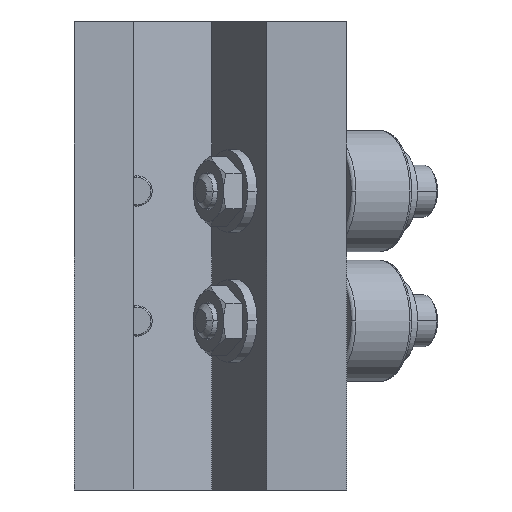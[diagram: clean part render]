
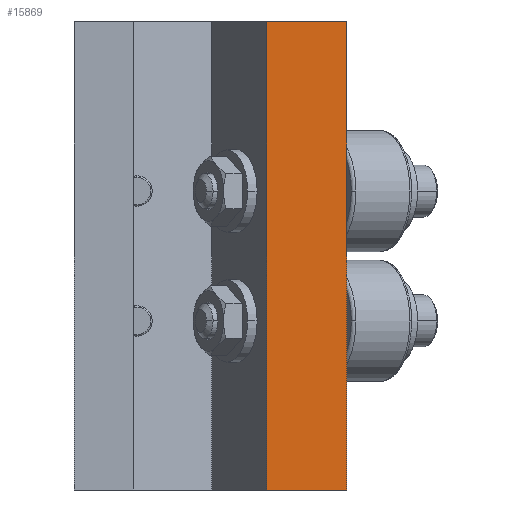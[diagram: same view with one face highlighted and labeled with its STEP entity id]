
A CAD part, left-side view. The second image highlights one B-rep face of the part: STEP entity #15869.
In plain terms, the highlighted planar face has unit normal (-1, 0, 0).
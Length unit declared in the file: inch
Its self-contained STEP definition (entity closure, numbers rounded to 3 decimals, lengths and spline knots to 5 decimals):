
#1521 = CARTESIAN_POINT ( 'NONE',  ( -1.75, -0.499, 1.6875 ) ) ;
#2021 = VERTEX_POINT ( 'NONE', #20695 ) ;
#2283 = CARTESIAN_POINT ( 'NONE',  ( -1.75, -0.499, -1.6875 ) ) ;
#3225 = VERTEX_POINT ( 'NONE', #1521 ) ;
#4084 = FACE_OUTER_BOUND ( 'NONE', #33482, .T. ) ;
#5527 = VERTEX_POINT ( 'NONE', #2283 ) ;
#6015 = ORIENTED_EDGE ( 'NONE', *, *, #26056, .T. ) ;
#7660 = VECTOR ( 'NONE', #8357, 39.37008 ) ;
#8357 = DIRECTION ( 'NONE',  ( 0., 0., 1. ) ) ;
#8802 = LINE ( 'NONE', #19233, #24270 ) ;
#11538 = DIRECTION ( 'NONE',  ( 0., -1., 0. ) ) ;
#11765 = AXIS2_PLACEMENT_3D ( 'NONE', #32763, #14372, #24743 ) ;
#11915 = EDGE_CURVE ( 'NONE', #2021, #24581, #16734, .T. ) ;
#13111 = CARTESIAN_POINT ( 'NONE',  ( -1.75, -0.499, -1.6875 ) ) ;
#14372 = DIRECTION ( 'NONE',  ( -1., 0., 0. ) ) ;
#14912 = DIRECTION ( 'NONE',  ( 0., -1., 0. ) ) ;
#15167 = LINE ( 'NONE', #13111, #29071 ) ;
#15869 = ADVANCED_FACE ( 'NONE', ( #4084 ), #27298, .T. ) ;
#16023 = EDGE_CURVE ( 'NONE', #24581, #3225, #8802, .T. ) ;
#16734 = LINE ( 'NONE', #29468, #7660 ) ;
#19233 = CARTESIAN_POINT ( 'NONE',  ( -1.75, -0.499, 1.6875 ) ) ;
#20695 = CARTESIAN_POINT ( 'NONE',  ( -1.75, 0.076, -1.6875 ) ) ;
#24270 = VECTOR ( 'NONE', #11538, 39.37008 ) ;
#24581 = VERTEX_POINT ( 'NONE', #32803 ) ;
#24743 = DIRECTION ( 'NONE',  ( 0., 0., 1. ) ) ;
#25238 = VECTOR ( 'NONE', #14912, 39.37008 ) ;
#25285 = LINE ( 'NONE', #30385, #25238 ) ;
#26056 = EDGE_CURVE ( 'NONE', #2021, #5527, #25285, .T. ) ;
#27298 = PLANE ( 'NONE',  #11765 ) ;
#27960 = ORIENTED_EDGE ( 'NONE', *, *, #11915, .F. ) ;
#28783 = DIRECTION ( 'NONE',  ( 0., 0., 1. ) ) ;
#28923 = ORIENTED_EDGE ( 'NONE', *, *, #16023, .F. ) ;
#29071 = VECTOR ( 'NONE', #28783, 39.37008 ) ;
#29468 = CARTESIAN_POINT ( 'NONE',  ( -1.75, 0.076, -1.6875 ) ) ;
#30385 = CARTESIAN_POINT ( 'NONE',  ( -1.75, -0.499, -1.6875 ) ) ;
#31279 = EDGE_CURVE ( 'NONE', #5527, #3225, #15167, .T. ) ;
#31510 = ORIENTED_EDGE ( 'NONE', *, *, #31279, .T. ) ;
#32763 = CARTESIAN_POINT ( 'NONE',  ( -1.75, -0.499, -1.6875 ) ) ;
#32803 = CARTESIAN_POINT ( 'NONE',  ( -1.75, 0.076, 1.6875 ) ) ;
#33482 = EDGE_LOOP ( 'NONE', ( #28923, #27960, #6015, #31510 ) ) ;
